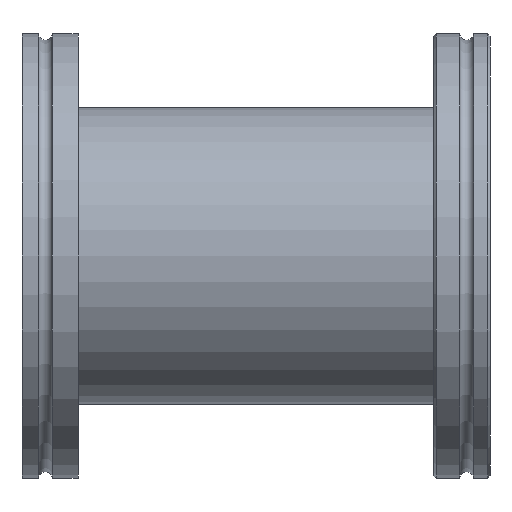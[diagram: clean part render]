
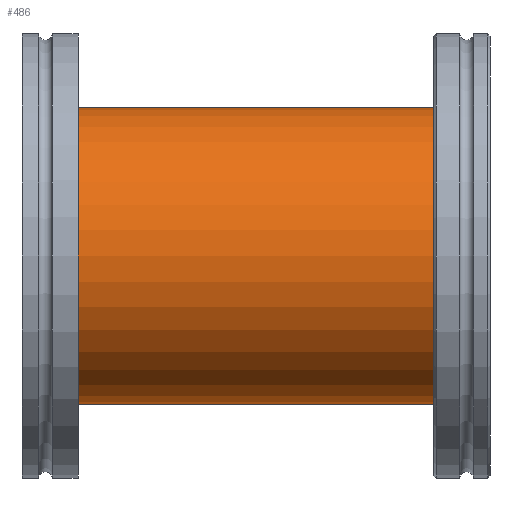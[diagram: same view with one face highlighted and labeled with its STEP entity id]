
A CAD part, left-side view. The second image highlights one B-rep face of the part: STEP entity #486.
In plain terms, the highlighted cylindrical face has radius 31.75 mm (diameter 63.5 mm), a full revolution.
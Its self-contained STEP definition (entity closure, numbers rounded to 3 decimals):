
#21=CYLINDRICAL_SURFACE('',#559,31.75);
#61=FACE_OUTER_BOUND('',#92,.T.);
#92=EDGE_LOOP('',(#389,#390,#391,#392,#393,#394));
#120=LINE('',#866,#135);
#135=VECTOR('',#696,31.75);
#167=CIRCLE('',#557,31.75);
#168=CIRCLE('',#558,31.75);
#169=CIRCLE('',#560,31.75);
#170=CIRCLE('',#561,31.75);
#223=VERTEX_POINT('',#857);
#224=VERTEX_POINT('',#858);
#225=VERTEX_POINT('',#862);
#226=VERTEX_POINT('',#863);
#286=EDGE_CURVE('',#223,#224,#167,.T.);
#287=EDGE_CURVE('',#224,#223,#168,.T.);
#288=EDGE_CURVE('',#225,#226,#169,.T.);
#289=EDGE_CURVE('',#226,#225,#170,.T.);
#290=EDGE_CURVE('',#226,#224,#120,.T.);
#389=ORIENTED_EDGE('',*,*,#288,.F.);
#390=ORIENTED_EDGE('',*,*,#289,.F.);
#391=ORIENTED_EDGE('',*,*,#290,.T.);
#392=ORIENTED_EDGE('',*,*,#287,.T.);
#393=ORIENTED_EDGE('',*,*,#286,.T.);
#394=ORIENTED_EDGE('',*,*,#290,.F.);
#486=ADVANCED_FACE('',(#61),#21,.T.);
#557=AXIS2_PLACEMENT_3D('',#859,#686,#687);
#558=AXIS2_PLACEMENT_3D('',#860,#688,#689);
#559=AXIS2_PLACEMENT_3D('',#861,#690,#691);
#560=AXIS2_PLACEMENT_3D('',#864,#692,#693);
#561=AXIS2_PLACEMENT_3D('',#865,#694,#695);
#686=DIRECTION('center_axis',(0.,1.,0.));
#687=DIRECTION('ref_axis',(1.,0.,0.));
#688=DIRECTION('center_axis',(0.,1.,0.));
#689=DIRECTION('ref_axis',(1.,0.,0.));
#690=DIRECTION('center_axis',(0.,1.,0.));
#691=DIRECTION('ref_axis',(-1.,0.,0.));
#692=DIRECTION('center_axis',(0.,1.,0.));
#693=DIRECTION('ref_axis',(1.,0.,0.));
#694=DIRECTION('center_axis',(0.,1.,0.));
#695=DIRECTION('ref_axis',(1.,0.,0.));
#696=DIRECTION('',(0.,-1.,0.));
#857=CARTESIAN_POINT('',(-31.75,12.,0.));
#858=CARTESIAN_POINT('',(31.75,12.,0.));
#859=CARTESIAN_POINT('Origin',(0.,12.,0.));
#860=CARTESIAN_POINT('Origin',(0.,12.,0.));
#861=CARTESIAN_POINT('Origin',(0.,50.,0.));
#862=CARTESIAN_POINT('',(-31.75,88.,0.));
#863=CARTESIAN_POINT('',(31.75,88.,0.));
#864=CARTESIAN_POINT('Origin',(0.,88.,0.));
#865=CARTESIAN_POINT('Origin',(0.,88.,0.));
#866=CARTESIAN_POINT('',(31.75,50.,0.));
